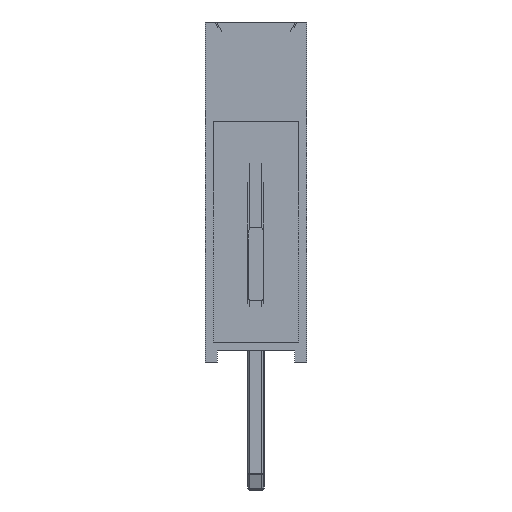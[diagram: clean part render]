
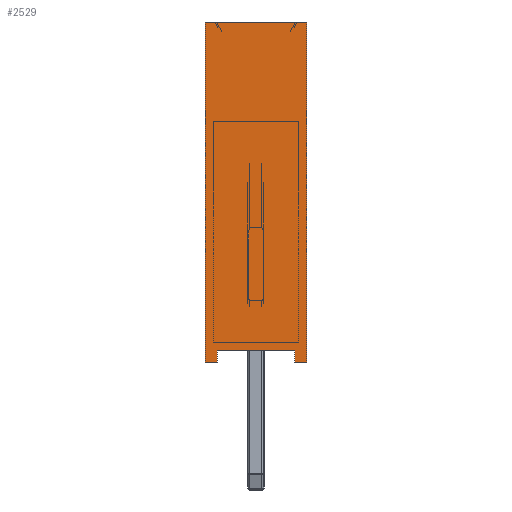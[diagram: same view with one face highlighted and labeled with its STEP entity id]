
A CAD part, left-side view. The second image highlights one B-rep face of the part: STEP entity #2529.
In plain terms, the highlighted planar face has unit normal (-1, 0, 0).
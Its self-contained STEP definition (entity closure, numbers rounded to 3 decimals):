
#433=FACE_OUTER_BOUND('',#584,.T.);
#584=EDGE_LOOP('',(#1685,#1686,#1687,#1688,#1689,#1690,#1691,#1692));
#750=LINE('',#3962,#936);
#752=LINE('',#3968,#938);
#755=LINE('',#3973,#941);
#760=LINE('',#3987,#946);
#761=LINE('',#3990,#947);
#764=LINE('',#3996,#950);
#765=LINE('',#3998,#951);
#766=LINE('',#3999,#952);
#936=VECTOR('',#3090,10.);
#938=VECTOR('',#3094,10.);
#941=VECTOR('',#3099,10.);
#946=VECTOR('',#3114,10.);
#947=VECTOR('',#3117,10.);
#950=VECTOR('',#3122,10.);
#951=VECTOR('',#3123,10.);
#952=VECTOR('',#3124,10.);
#1120=VERTEX_POINT('',#3956);
#1122=VERTEX_POINT('',#3960);
#1123=VERTEX_POINT('',#3964);
#1125=VERTEX_POINT('',#3967);
#1130=VERTEX_POINT('',#3985);
#1131=VERTEX_POINT('',#3989);
#1133=VERTEX_POINT('',#3995);
#1134=VERTEX_POINT('',#3997);
#1318=EDGE_CURVE('',#1120,#1122,#750,.T.);
#1320=EDGE_CURVE('',#1125,#1123,#752,.T.);
#1323=EDGE_CURVE('',#1122,#1125,#755,.T.);
#1332=EDGE_CURVE('',#1123,#1130,#760,.T.);
#1333=EDGE_CURVE('',#1131,#1120,#761,.T.);
#1336=EDGE_CURVE('',#1130,#1133,#764,.T.);
#1337=EDGE_CURVE('',#1134,#1133,#765,.T.);
#1338=EDGE_CURVE('',#1131,#1134,#766,.T.);
#1685=ORIENTED_EDGE('',*,*,#1318,.T.);
#1686=ORIENTED_EDGE('',*,*,#1323,.T.);
#1687=ORIENTED_EDGE('',*,*,#1320,.T.);
#1688=ORIENTED_EDGE('',*,*,#1332,.T.);
#1689=ORIENTED_EDGE('',*,*,#1336,.T.);
#1690=ORIENTED_EDGE('',*,*,#1337,.F.);
#1691=ORIENTED_EDGE('',*,*,#1338,.F.);
#1692=ORIENTED_EDGE('',*,*,#1333,.T.);
#2333=PLANE('',#2737);
#2529=ADVANCED_FACE('',(#433),#2333,.T.);
#2737=AXIS2_PLACEMENT_3D('',#3994,#3120,#3121);
#3090=DIRECTION('',(0.,0.,1.));
#3094=DIRECTION('',(0.,0.,-1.));
#3099=DIRECTION('',(0.,-1.,0.));
#3114=DIRECTION('',(0.,-1.,0.));
#3117=DIRECTION('',(0.,-1.,0.));
#3120=DIRECTION('center_axis',(-1.,0.,0.));
#3121=DIRECTION('ref_axis',(0.,-1.,0.));
#3122=DIRECTION('',(0.,0.,1.));
#3123=DIRECTION('',(0.,-1.,0.));
#3124=DIRECTION('',(0.,0.,1.));
#3956=CARTESIAN_POINT('',(-1.27,0.97,0.));
#3960=CARTESIAN_POINT('',(-1.27,0.97,0.3));
#3962=CARTESIAN_POINT('',(-1.27,0.97,0.));
#3964=CARTESIAN_POINT('',(-1.27,-0.97,0.));
#3967=CARTESIAN_POINT('',(-1.27,-0.97,0.3));
#3968=CARTESIAN_POINT('',(-1.27,-0.97,0.));
#3973=CARTESIAN_POINT('',(-1.27,0.635,0.3));
#3985=CARTESIAN_POINT('',(-1.27,-1.27,0.));
#3987=CARTESIAN_POINT('',(-1.27,1.27,0.));
#3989=CARTESIAN_POINT('',(-1.27,1.27,0.));
#3990=CARTESIAN_POINT('',(-1.27,1.27,0.));
#3994=CARTESIAN_POINT('Origin',(-1.27,1.27,0.));
#3995=CARTESIAN_POINT('',(-1.27,-1.27,8.5));
#3996=CARTESIAN_POINT('',(-1.27,-1.27,0.));
#3997=CARTESIAN_POINT('',(-1.27,1.27,8.5));
#3998=CARTESIAN_POINT('',(-1.27,1.27,8.5));
#3999=CARTESIAN_POINT('',(-1.27,1.27,0.));
